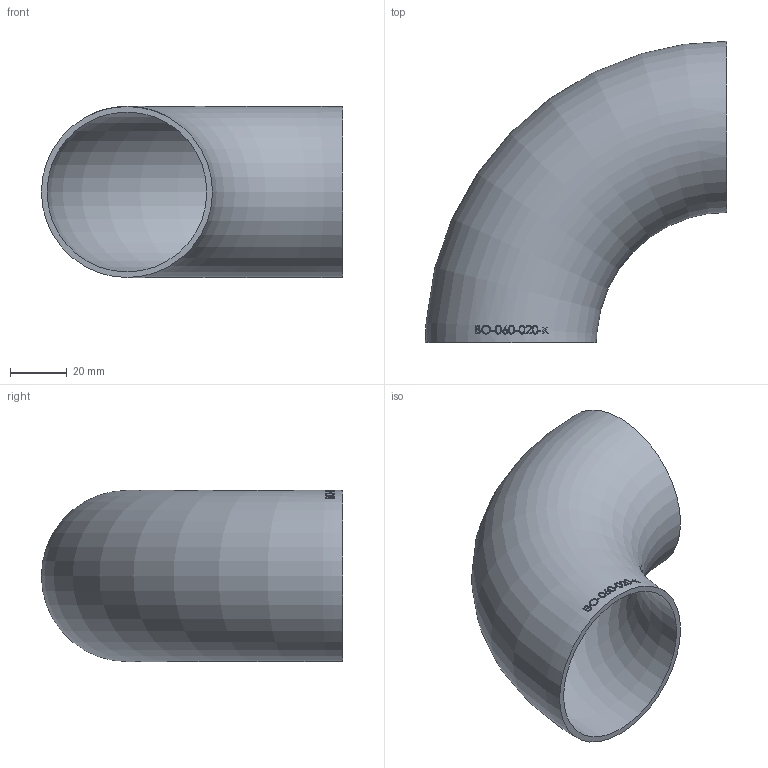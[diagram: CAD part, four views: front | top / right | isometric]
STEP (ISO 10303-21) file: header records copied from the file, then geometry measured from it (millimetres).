
FILE_DESCRIPTION (( 'STEP AP214' ), '1' );
FILE_NAME ('BO-060-020-x Bogen 1909.STEP', '2019-09-06T09:48:03', ( '' ), ( '' ), 'SwSTEP 2.0', 'SolidWorks 2016', '' );
FILE_SCHEMA (( 'AUTOMOTIVE_DESIGN' ));
Length unit declared in the file: millimetre
Products named in the file (1): BO-060-020-x Bogen 1909
Bounding box: 106.15 x 106.15 x 60.3 mm (x, y, z)
Volume: 43728.3 mm3; surface area: 44477 mm2
Topology: 1 solids, 1 shells, 134 faces, 340 edges, 227 vertices
Faces by surface type: bspline 68, plane 44, torus 22
Entity records: 7799 total; most frequent: CARTESIAN_POINT 3842, ORIENTED_EDGE 668, EDGE_CURVE 334, DIRECTION 252, VERTEX_POINT 224, B_SPLINE_CURVE_WITH_KNOTS 220, EDGE_LOOP 158, FACE_OUTER_BOUND 136
